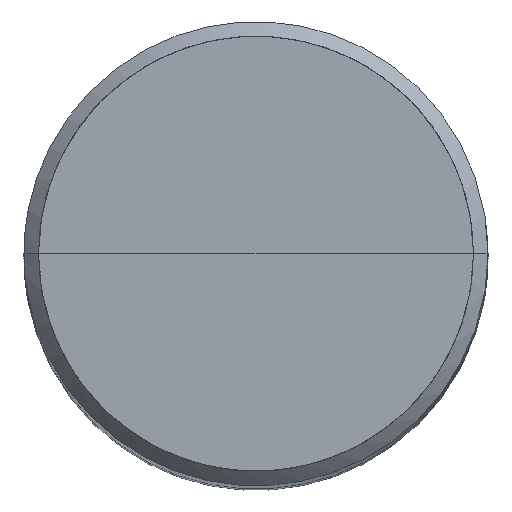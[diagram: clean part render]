
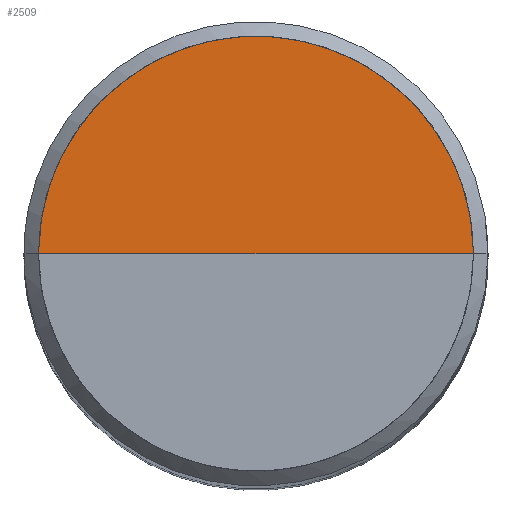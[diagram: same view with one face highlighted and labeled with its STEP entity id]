
A CAD part, top view. The second image highlights one B-rep face of the part: STEP entity #2509.
In plain terms, the highlighted free-form (B-spline) face has degree [1, 2] with [2, 5] control points.
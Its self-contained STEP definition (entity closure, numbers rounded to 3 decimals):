
#2309=CARTESIAN_POINT('',(7.5,0.0,60.0));
#2310=CARTESIAN_POINT('',(7.5,7.5,60.0));
#2311=CARTESIAN_POINT('',(0.0,7.5,60.0));
#2312=CARTESIAN_POINT('',(-7.5,7.5,60.0));
#2313=CARTESIAN_POINT('',(-7.5,0.0,60.0));
#2314=CARTESIAN_POINT('',(0.0,0.0,60.0));
#2494=(
BOUNDED_SURFACE()
B_SPLINE_SURFACE(1,2,(
(#2309,#2310,#2311,#2312,#2313),
(#2314,#2314,#2314,#2314,#2314)
), .UNSPECIFIED.,.F.,.F.,.F.)
B_SPLINE_SURFACE_WITH_KNOTS((2,2),(3,2,3),(
0.0,1.0),(
0.0,0.5,1.0), .UNSPECIFIED.)
GEOMETRIC_REPRESENTATION_ITEM()
RATIONAL_B_SPLINE_SURFACE(((1.0,0.707,1.0,0.707,1.0),
(1.0,0.707,1.0,0.707,1.0)
))
REPRESENTATION_ITEM('')
SURFACE()
);
#2495=(
BOUNDED_CURVE()
B_SPLINE_CURVE(1,(#2314,#2309),.UNSPECIFIED.,.F.,.F.)
B_SPLINE_CURVE_WITH_KNOTS((2,2),
(0.0,1.0),.UNSPECIFIED.)
CURVE()
GEOMETRIC_REPRESENTATION_ITEM()
RATIONAL_B_SPLINE_CURVE((1.0,1.0))
REPRESENTATION_ITEM('')
);
#2496=(
BOUNDED_CURVE()
B_SPLINE_CURVE(2,(#2309,#2310,#2311,#2312,#2313),.UNSPECIFIED.,.F.,.F.)
B_SPLINE_CURVE_WITH_KNOTS((3,2,3),
(0.0,0.5,1.0),.UNSPECIFIED.)
CURVE()
GEOMETRIC_REPRESENTATION_ITEM()
RATIONAL_B_SPLINE_CURVE((1.0,0.707,1.0,0.707,1.0))
REPRESENTATION_ITEM('')
);
#2497=(
BOUNDED_CURVE()
B_SPLINE_CURVE(1,(#2313,#2314),.UNSPECIFIED.,.F.,.F.)
B_SPLINE_CURVE_WITH_KNOTS((2,2),
(0.0,1.0),.UNSPECIFIED.)
CURVE()
GEOMETRIC_REPRESENTATION_ITEM()
RATIONAL_B_SPLINE_CURVE((1.0,1.0))
REPRESENTATION_ITEM('')
);
#2498=VERTEX_POINT('',#2309);
#2499=VERTEX_POINT('',#2313);
#2500=VERTEX_POINT('',#2314);
#2501=EDGE_CURVE('',#2500,#2498,#2495,.T.);
#2502=EDGE_CURVE('',#2498,#2499,#2496,.T.);
#2503=EDGE_CURVE('',#2499,#2500,#2497,.T.);
#2504=ORIENTED_EDGE('',*,*,#2501,.T.);
#2505=ORIENTED_EDGE('',*,*,#2502,.T.);
#2506=ORIENTED_EDGE('',*,*,#2503,.T.);
#2507=EDGE_LOOP('',(#2504,#2505,#2506));
#2508=FACE_OUTER_BOUND('',#2507,.T.);
#2509=ADVANCED_FACE('',(#2508),#2494,.T.);
